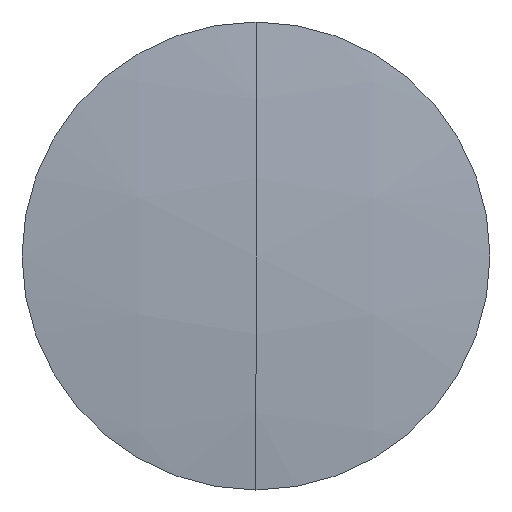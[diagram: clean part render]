
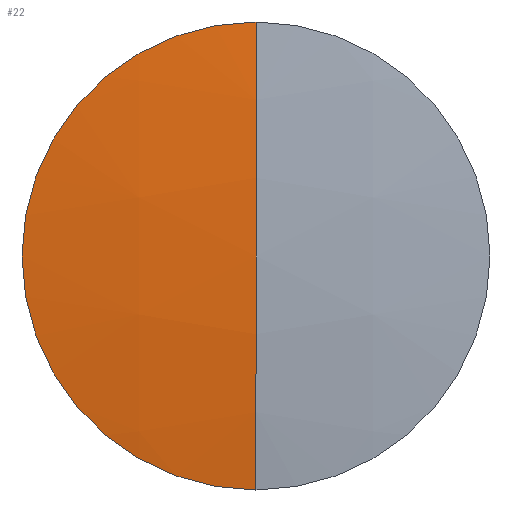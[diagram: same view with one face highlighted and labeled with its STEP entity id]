
A CAD part, left-side view. The second image highlights one B-rep face of the part: STEP entity #22.
In plain terms, the highlighted spherical face has radius 98.937 mm.
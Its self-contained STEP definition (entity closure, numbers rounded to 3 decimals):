
#3 = ORIENTED_EDGE ( 'NONE', *, *, #76, .T. ) ;
#8 = DIRECTION ( 'NONE',  ( 0., 1., 0. ) ) ;
#22 = ADVANCED_FACE ( 'NONE', ( #121 ), #188, .T. ) ;
#23 = CARTESIAN_POINT ( 'NONE',  ( 76.722, 0., 0. ) ) ;
#50 = EDGE_LOOP ( 'NONE', ( #3, #129, #247 ) ) ;
#76 = EDGE_CURVE ( 'NONE', #235, #200, #343, .T. ) ;
#86 = CARTESIAN_POINT ( 'NONE',  ( 77.514, 0., 12.5 ) ) ;
#121 = FACE_OUTER_BOUND ( 'NONE', #50, .T. ) ;
#129 = ORIENTED_EDGE ( 'NONE', *, *, #205, .T. ) ;
#133 = EDGE_CURVE ( 'NONE', #235, #217, #318, .T. ) ;
#135 = CARTESIAN_POINT ( 'NONE',  ( 175.659, 0., 0. ) ) ;
#139 = DIRECTION ( 'NONE',  ( 0., -1., 0. ) ) ;
#151 = DIRECTION ( 'NONE',  ( 0., 1., 0. ) ) ;
#188 = SPHERICAL_SURFACE ( 'NONE', #229, 98.937 ) ;
#199 = CARTESIAN_POINT ( 'NONE',  ( 175.659, 0., 0. ) ) ;
#200 = VERTEX_POINT ( 'NONE', #258 ) ;
#205 = EDGE_CURVE ( 'NONE', #200, #217, #219, .T. ) ;
#213 = DIRECTION ( 'NONE',  ( 0., 0., -1. ) ) ;
#217 = VERTEX_POINT ( 'NONE', #23 ) ;
#219 = CIRCLE ( 'NONE', #324, 98.937 ) ;
#228 = AXIS2_PLACEMENT_3D ( 'NONE', #330, #240, #271 ) ;
#229 = AXIS2_PLACEMENT_3D ( 'NONE', #199, #8, #346 ) ;
#232 = AXIS2_PLACEMENT_3D ( 'NONE', #288, #139, #213 ) ;
#235 = VERTEX_POINT ( 'NONE', #86 ) ;
#240 = DIRECTION ( 'NONE',  ( -1., 0., 0. ) ) ;
#247 = ORIENTED_EDGE ( 'NONE', *, *, #133, .F. ) ;
#258 = CARTESIAN_POINT ( 'NONE',  ( 77.514, 0., -12.5 ) ) ;
#271 = DIRECTION ( 'NONE',  ( 0., 0., 1. ) ) ;
#288 = CARTESIAN_POINT ( 'NONE',  ( 175.659, 0., 0. ) ) ;
#305 = DIRECTION ( 'NONE',  ( 0., 0., 1. ) ) ;
#318 = CIRCLE ( 'NONE', #232, 98.937 ) ;
#324 = AXIS2_PLACEMENT_3D ( 'NONE', #135, #151, #305 ) ;
#330 = CARTESIAN_POINT ( 'NONE',  ( 77.514, 0., 0. ) ) ;
#343 = CIRCLE ( 'NONE', #228, 12.5 ) ;
#346 = DIRECTION ( 'NONE',  ( 0., 0., 1. ) ) ;
